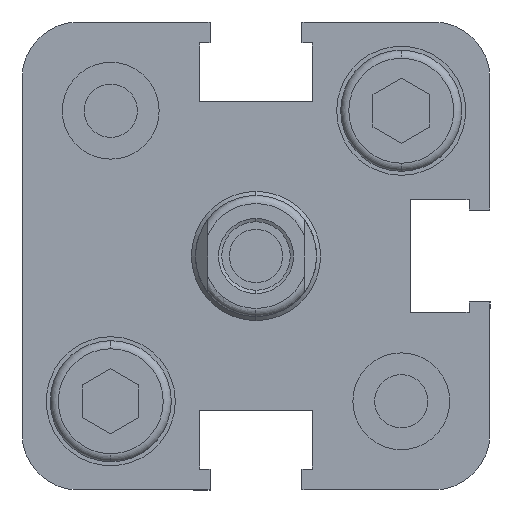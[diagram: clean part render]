
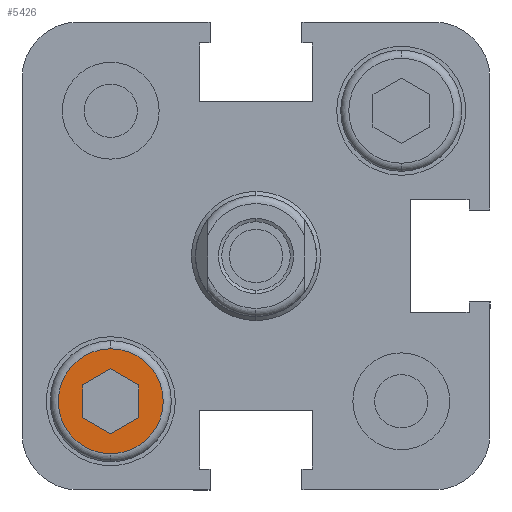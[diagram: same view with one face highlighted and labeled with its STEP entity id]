
A CAD part, left-side view. The second image highlights one B-rep face of the part: STEP entity #5426.
In plain terms, the highlighted planar face has unit normal (-1, 0, 0).
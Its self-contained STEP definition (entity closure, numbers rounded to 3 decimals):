
#145 = ORIENTED_EDGE ( 'NONE', *, *, #5763, .T. ) ;
#146 = ORIENTED_EDGE ( 'NONE', *, *, #2224, .T. ) ;
#147 = ORIENTED_EDGE ( 'NONE', *, *, #2231, .F. ) ;
#148 = ORIENTED_EDGE ( 'NONE', *, *, #2232, .F. ) ;
#149 = ORIENTED_EDGE ( 'NONE', *, *, #2233, .F. ) ;
#150 = ORIENTED_EDGE ( 'NONE', *, *, #2230, .F. ) ;
#151 = ORIENTED_EDGE ( 'NONE', *, *, #2234, .F. ) ;
#152 = ORIENTED_EDGE ( 'NONE', *, *, #2235, .F. ) ;
#345 = EDGE_LOOP ( 'NONE', ( #145, #146 ) ) ;
#361 = EDGE_LOOP ( 'NONE', ( #147, #148, #149, #150, #151, #152 ) ) ;
#536 = CIRCLE ( 'NONE', #5933, 3.25 ) ;
#540 = LINE ( 'NONE', #4215, #545 ) ;
#542 = LINE ( 'NONE', #4217, #547 ) ;
#544 = LINE ( 'NONE', #4219, #549 ) ;
#545 = VECTOR ( 'NONE', #4218, 1000. ) ;
#546 = LINE ( 'NONE', #4221, #551 ) ;
#547 = VECTOR ( 'NONE', #4220, 1000. ) ;
#548 = LINE ( 'NONE', #4223, #553 ) ;
#549 = VECTOR ( 'NONE', #4222, 1000. ) ;
#550 = LINE ( 'NONE', #4225, #555 ) ;
#551 = VECTOR ( 'NONE', #4224, 1000. ) ;
#553 = VECTOR ( 'NONE', #4226, 1000. ) ;
#555 = VECTOR ( 'NONE', #4229, 1000. ) ;
#847 = FACE_BOUND ( 'NONE', #361, .T. ) ;
#876 = FACE_OUTER_BOUND ( 'NONE', #345, .T. ) ;
#1983 = AXIS2_PLACEMENT_3D ( 'NONE', #2272, #2281, #2282 ) ;
#2117 = AXIS2_PLACEMENT_3D ( 'NONE', #3090, #3100, #3101 ) ;
#2224 = EDGE_CURVE ( 'NONE', #3857, #3850, #536, .T. ) ;
#2230 = EDGE_CURVE ( 'NONE', #3934, #3932, #540, .T. ) ;
#2231 = EDGE_CURVE ( 'NONE', #3926, #3928, #542, .T. ) ;
#2232 = EDGE_CURVE ( 'NONE', #3930, #3926, #544, .T. ) ;
#2233 = EDGE_CURVE ( 'NONE', #3932, #3930, #546, .T. ) ;
#2234 = EDGE_CURVE ( 'NONE', #3936, #3934, #548, .T. ) ;
#2235 = EDGE_CURVE ( 'NONE', #3928, #3936, #550, .T. ) ;
#2272 = CARTESIAN_POINT ( 'NONE',  ( 0.5, 9., -9. ) ) ;
#2280 = PLANE ( 'NONE',  #1983 ) ;
#2281 = DIRECTION ( 'NONE',  ( -1., 0., 0. ) ) ;
#2282 = DIRECTION ( 'NONE',  ( 0., 0., 1. ) ) ;
#3090 = CARTESIAN_POINT ( 'NONE',  ( 0.5, 9., -9. ) ) ;
#3100 = DIRECTION ( 'NONE',  ( -1., 0., 0. ) ) ;
#3101 = DIRECTION ( 'NONE',  ( 0., 0., 1. ) ) ;
#3549 = CIRCLE ( 'NONE', #2117, 3.25 ) ;
#3850 = VERTEX_POINT ( 'NONE', #4367 ) ;
#3857 = VERTEX_POINT ( 'NONE', #4371 ) ;
#3926 = VERTEX_POINT ( 'NONE', #4411 ) ;
#3928 = VERTEX_POINT ( 'NONE', #4412 ) ;
#3930 = VERTEX_POINT ( 'NONE', #4413 ) ;
#3932 = VERTEX_POINT ( 'NONE', #4414 ) ;
#3934 = VERTEX_POINT ( 'NONE', #4415 ) ;
#3936 = VERTEX_POINT ( 'NONE', #4416 ) ;
#4204 = CARTESIAN_POINT ( 'NONE',  ( 0.5, 9., -9. ) ) ;
#4205 = DIRECTION ( 'NONE',  ( -1., 0., 0. ) ) ;
#4206 = DIRECTION ( 'NONE',  ( 0., 0., 1. ) ) ;
#4215 = CARTESIAN_POINT ( 'NONE',  ( 0.5, 7.25, -10.01 ) ) ;
#4217 = CARTESIAN_POINT ( 'NONE',  ( 0.5, 10.75, -7.99 ) ) ;
#4218 = DIRECTION ( 'NONE',  ( 0., 0., 1. ) ) ;
#4219 = CARTESIAN_POINT ( 'NONE',  ( 0.5, 9., -6.979 ) ) ;
#4220 = DIRECTION ( 'NONE',  ( 0., 0., -1. ) ) ;
#4221 = CARTESIAN_POINT ( 'NONE',  ( 0.5, 7.25, -7.99 ) ) ;
#4222 = DIRECTION ( 'NONE',  ( 0., 0.866, -0.5 ) ) ;
#4223 = CARTESIAN_POINT ( 'NONE',  ( 0.5, 9., -11.021 ) ) ;
#4224 = DIRECTION ( 'NONE',  ( 0., 0.866, 0.5 ) ) ;
#4225 = CARTESIAN_POINT ( 'NONE',  ( 0.5, 10.75, -10.01 ) ) ;
#4226 = DIRECTION ( 'NONE',  ( 0., -0.866, 0.5 ) ) ;
#4229 = DIRECTION ( 'NONE',  ( 0., -0.866, -0.5 ) ) ;
#4367 = CARTESIAN_POINT ( 'NONE',  ( 0.5, 9., -5.75 ) ) ;
#4371 = CARTESIAN_POINT ( 'NONE',  ( 0.5, 9., -12.25 ) ) ;
#4411 = CARTESIAN_POINT ( 'NONE',  ( 0.5, 10.75, -7.99 ) ) ;
#4412 = CARTESIAN_POINT ( 'NONE',  ( 0.5, 10.75, -10.01 ) ) ;
#4413 = CARTESIAN_POINT ( 'NONE',  ( 0.5, 9., -6.979 ) ) ;
#4414 = CARTESIAN_POINT ( 'NONE',  ( 0.5, 7.25, -7.99 ) ) ;
#4415 = CARTESIAN_POINT ( 'NONE',  ( 0.5, 7.25, -10.01 ) ) ;
#4416 = CARTESIAN_POINT ( 'NONE',  ( 0.5, 9., -11.021 ) ) ;
#5426 = ADVANCED_FACE ( 'NONE', ( #876, #847 ), #2280, .T. ) ;
#5763 = EDGE_CURVE ( 'NONE', #3850, #3857, #3549, .T. ) ;
#5933 = AXIS2_PLACEMENT_3D ( 'NONE', #4204, #4205, #4206 ) ;
